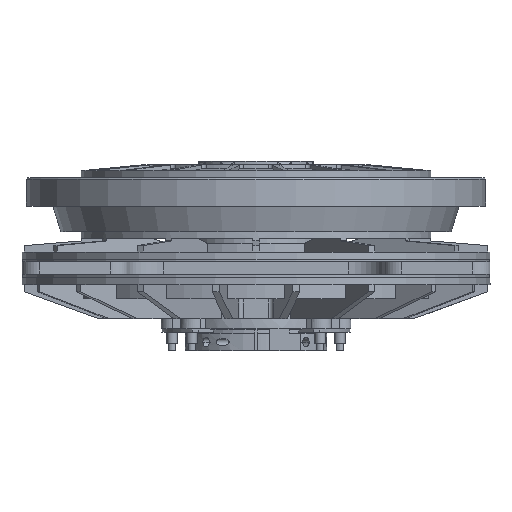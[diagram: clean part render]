
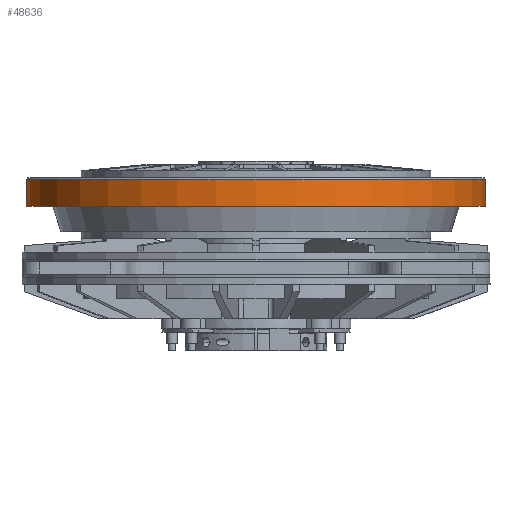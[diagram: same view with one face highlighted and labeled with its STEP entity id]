
A CAD part, front view. The second image highlights one B-rep face of the part: STEP entity #48636.
In plain terms, the highlighted cylindrical face has radius 260 mm (diameter 520 mm), a partial arc.
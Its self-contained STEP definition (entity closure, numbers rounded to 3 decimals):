
#15242 = CARTESIAN_POINT ( 'NONE',  ( 260., 0., -20.5 ) ) ;
#15296 = CARTESIAN_POINT ( 'NONE',  ( -260., 0., -20.5 ) ) ;
#15597 = CARTESIAN_POINT ( 'NONE',  ( 260., 0., -51. ) ) ;
#15598 = DIRECTION ( 'NONE',  ( 0., 0., -1. ) ) ;
#15599 = VECTOR ( 'NONE', #15598, 1000. ) ;
#15600 = CARTESIAN_POINT ( 'NONE',  ( 260., 0., -19. ) ) ;
#15601 = LINE ( 'NONE', #15600, #15599 ) ;
#15797 = DIRECTION ( 'NONE',  ( 0., 0., -1. ) ) ;
#15798 = VECTOR ( 'NONE', #15797, 1000. ) ;
#15799 = CARTESIAN_POINT ( 'NONE',  ( -260., 0., -19. ) ) ;
#15800 = LINE ( 'NONE', #15799, #15798 ) ;
#15832 = CARTESIAN_POINT ( 'NONE',  ( -260., 0., -51. ) ) ;
#18944 = DIRECTION ( 'NONE',  ( 1., 0., 0. ) ) ;
#18945 = DIRECTION ( 'NONE',  ( 0., 0., 1. ) ) ;
#18946 = CARTESIAN_POINT ( 'NONE',  ( 0., 0., -51. ) ) ;
#18947 = AXIS2_PLACEMENT_3D ( 'NONE', #18946, #18945, #18944 ) ;
#18948 = CIRCLE ( 'NONE', #18947, 260. ) ;
#18954 = FACE_OUTER_BOUND ( 'NONE', #48637, .T. ) ;
#19012 = DIRECTION ( 'NONE',  ( -1., 0., 0. ) ) ;
#19013 = DIRECTION ( 'NONE',  ( 0., 0., -1. ) ) ;
#19014 = CARTESIAN_POINT ( 'NONE',  ( 0., 0., -20.5 ) ) ;
#19015 = AXIS2_PLACEMENT_3D ( 'NONE', #19014, #19013, #19012 ) ;
#19016 = DIRECTION ( 'NONE',  ( -1., 0., 0. ) ) ;
#19017 = DIRECTION ( 'NONE',  ( 0., 0., -1. ) ) ;
#19018 = AXIS2_PLACEMENT_3D ( 'NONE', #19020, #19017, #19016 ) ;
#19019 = CIRCLE ( 'NONE', #19015, 260. ) ;
#19020 = CARTESIAN_POINT ( 'NONE',  ( 0., 0., -19. ) ) ;
#19021 = CYLINDRICAL_SURFACE ( 'NONE', #19018, 260. ) ;
#46611 = VERTEX_POINT ( 'NONE', #15242 ) ;
#46614 = VERTEX_POINT ( 'NONE', #15296 ) ;
#46797 = EDGE_CURVE ( 'NONE', #46611, #46798, #15601, .T. ) ;
#46798 = VERTEX_POINT ( 'NONE', #15597 ) ;
#46880 = EDGE_CURVE ( 'NONE', #46614, #46940, #15800, .T. ) ;
#46940 = VERTEX_POINT ( 'NONE', #15832 ) ;
#48589 = EDGE_CURVE ( 'NONE', #46940, #46798, #18948, .T. ) ;
#48636 = ADVANCED_FACE ( 'NONE', ( #18954 ), #19021, .T. ) ;
#48637 = EDGE_LOOP ( 'NONE', ( #48638, #48639, #48641, #48642 ) ) ;
#48638 = ORIENTED_EDGE ( 'NONE', *, *, #46797, .F. ) ;
#48639 = ORIENTED_EDGE ( 'NONE', *, *, #48640, .T. ) ;
#48640 = EDGE_CURVE ( 'NONE', #46611, #46614, #19019, .T. ) ;
#48641 = ORIENTED_EDGE ( 'NONE', *, *, #46880, .T. ) ;
#48642 = ORIENTED_EDGE ( 'NONE', *, *, #48589, .T. ) ;
